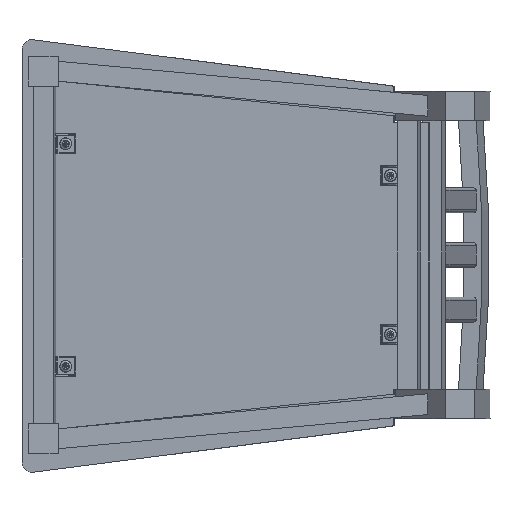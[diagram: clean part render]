
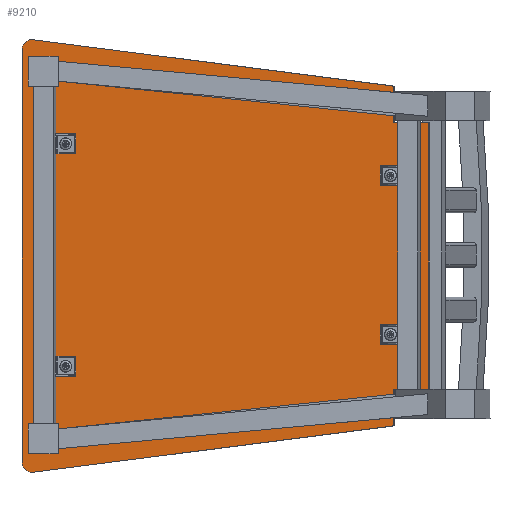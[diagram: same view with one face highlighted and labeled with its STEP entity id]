
A CAD part, front view. The second image highlights one B-rep face of the part: STEP entity #9210.
In plain terms, the highlighted face is planar.
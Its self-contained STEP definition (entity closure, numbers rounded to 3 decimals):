
#95 = EDGE_CURVE ( 'NONE', #5238, #9633, #10835, .T. ) ;
#166 = LINE ( 'NONE', #12515, #5386 ) ;
#275 = ORIENTED_EDGE ( 'NONE', *, *, #3411, .F. ) ;
#368 = EDGE_CURVE ( 'NONE', #4083, #3409, #5252, .T. ) ;
#541 = VERTEX_POINT ( 'NONE', #1826 ) ;
#951 = VERTEX_POINT ( 'NONE', #3542 ) ;
#976 = DIRECTION ( 'NONE',  ( 1., 0., 0. ) ) ;
#1509 = DIRECTION ( 'NONE',  ( 1., 0., 0. ) ) ;
#1515 = DIRECTION ( 'NONE',  ( 1., 0., 0. ) ) ;
#1598 = CIRCLE ( 'NONE', #8078, 10. ) ;
#1669 = VECTOR ( 'NONE', #976, 1000. ) ;
#1697 = LINE ( 'NONE', #9241, #4231 ) ;
#1826 = CARTESIAN_POINT ( 'NONE',  ( -134., 205., 10. ) ) ;
#1905 = VERTEX_POINT ( 'NONE', #5831 ) ;
#2009 = DIRECTION ( 'NONE',  ( 0., 1., 0. ) ) ;
#2025 = CARTESIAN_POINT ( 'NONE',  ( 0., 170., 10. ) ) ;
#2192 = ORIENTED_EDGE ( 'NONE', *, *, #9156, .F. ) ;
#2330 = ORIENTED_EDGE ( 'NONE', *, *, #7955, .F. ) ;
#2439 = ORIENTED_EDGE ( 'NONE', *, *, #3759, .F. ) ;
#2489 = CARTESIAN_POINT ( 'NONE',  ( 217.706, -195., 10. ) ) ;
#2519 = FACE_OUTER_BOUND ( 'NONE', #8117, .T. ) ;
#2539 = DIRECTION ( 'NONE',  ( 0.127, 0.992, 0. ) ) ;
#3041 = AXIS2_PLACEMENT_3D ( 'NONE', #10467, #6544, #12477 ) ;
#3409 = VERTEX_POINT ( 'NONE', #2489 ) ;
#3411 = EDGE_CURVE ( 'NONE', #541, #5238, #6557, .T. ) ;
#3542 = CARTESIAN_POINT ( 'NONE',  ( -217.625, -193.729, 10. ) ) ;
#3759 = EDGE_CURVE ( 'NONE', #8225, #6507, #9698, .T. ) ;
#3923 = LINE ( 'NONE', #8583, #12684 ) ;
#4083 = VERTEX_POINT ( 'NONE', #5820 ) ;
#4098 = DIRECTION ( 'NONE',  ( 0., 0., 1. ) ) ;
#4231 = VECTOR ( 'NONE', #11190, 1000. ) ;
#4349 = PLANE ( 'NONE',  #3041 ) ;
#4406 = VECTOR ( 'NONE', #4631, 1000. ) ;
#4509 = ORIENTED_EDGE ( 'NONE', *, *, #7099, .T. ) ;
#4631 = DIRECTION ( 'NONE',  ( 0., -1., 0. ) ) ;
#5238 = VERTEX_POINT ( 'NONE', #5871 ) ;
#5252 = CIRCLE ( 'NONE', #12700, 10. ) ;
#5347 = AXIS2_PLACEMENT_3D ( 'NONE', #5918, #6965, #10910 ) ;
#5386 = VECTOR ( 'NONE', #1509, 1000. ) ;
#5820 = CARTESIAN_POINT ( 'NONE',  ( 217.625, -193.729, 10. ) ) ;
#5831 = CARTESIAN_POINT ( 'NONE',  ( -207.706, -205., 10. ) ) ;
#5871 = CARTESIAN_POINT ( 'NONE',  ( 134., 205., 10. ) ) ;
#5918 = CARTESIAN_POINT ( 'NONE',  ( 207.706, -195., 10. ) ) ;
#6146 = VECTOR ( 'NONE', #8377, 1000. ) ;
#6332 = DIRECTION ( 'NONE',  ( -1., 0., 0. ) ) ;
#6507 = VERTEX_POINT ( 'NONE', #7230 ) ;
#6544 = DIRECTION ( 'NONE',  ( 0., 0., -1. ) ) ;
#6557 = LINE ( 'NONE', #8489, #8126 ) ;
#6666 = CARTESIAN_POINT ( 'NONE',  ( 134., 0., 10. ) ) ;
#6965 = DIRECTION ( 'NONE',  ( 0., 0., -1. ) ) ;
#7099 = EDGE_CURVE ( 'NONE', #951, #1905, #1598, .T. ) ;
#7230 = CARTESIAN_POINT ( 'NONE',  ( -134., 170., 10. ) ) ;
#7286 = CARTESIAN_POINT ( 'NONE',  ( 0., -205., 10. ) ) ;
#7330 = DIRECTION ( 'NONE',  ( 1., 0., 0. ) ) ;
#7359 = CARTESIAN_POINT ( 'NONE',  ( 217.625, -193.729, 10. ) ) ;
#7703 = VERTEX_POINT ( 'NONE', #11223 ) ;
#7889 = LINE ( 'NONE', #7286, #10205 ) ;
#7955 = EDGE_CURVE ( 'NONE', #9633, #8085, #166, .T. ) ;
#7982 = CARTESIAN_POINT ( 'NONE',  ( -171., 170., 10. ) ) ;
#8078 = AXIS2_PLACEMENT_3D ( 'NONE', #9243, #4098, #2009 ) ;
#8085 = VERTEX_POINT ( 'NONE', #9779 ) ;
#8117 = EDGE_LOOP ( 'NONE', ( #8876, #2330, #10155, #275, #10528, #2439, #8980, #4509, #2192, #12260, #11350 ) ) ;
#8126 = VECTOR ( 'NONE', #7330, 1000. ) ;
#8194 = CARTESIAN_POINT ( 'NONE',  ( 134., 170., 10. ) ) ;
#8225 = VERTEX_POINT ( 'NONE', #7982 ) ;
#8377 = DIRECTION ( 'NONE',  ( 0.127, -0.992, 0. ) ) ;
#8489 = CARTESIAN_POINT ( 'NONE',  ( 0., 205., 10. ) ) ;
#8583 = CARTESIAN_POINT ( 'NONE',  ( -217.625, -193.729, 10. ) ) ;
#8876 = ORIENTED_EDGE ( 'NONE', *, *, #9816, .F. ) ;
#8980 = ORIENTED_EDGE ( 'NONE', *, *, #10661, .F. ) ;
#9156 = EDGE_CURVE ( 'NONE', #7703, #1905, #7889, .T. ) ;
#9210 = ADVANCED_FACE ( 'NONE', ( #2519 ), #4349, .F. ) ;
#9241 = CARTESIAN_POINT ( 'NONE',  ( -134., 0., 10. ) ) ;
#9243 = CARTESIAN_POINT ( 'NONE',  ( -207.706, -195., 10. ) ) ;
#9633 = VERTEX_POINT ( 'NONE', #8194 ) ;
#9660 = CARTESIAN_POINT ( 'NONE',  ( 207.706, -195., 10. ) ) ;
#9698 = LINE ( 'NONE', #2025, #1669 ) ;
#9779 = CARTESIAN_POINT ( 'NONE',  ( 171., 170., 10. ) ) ;
#9816 = EDGE_CURVE ( 'NONE', #8085, #4083, #12869, .T. ) ;
#10155 = ORIENTED_EDGE ( 'NONE', *, *, #95, .F. ) ;
#10205 = VECTOR ( 'NONE', #6332, 1000. ) ;
#10402 = EDGE_CURVE ( 'NONE', #6507, #541, #1697, .T. ) ;
#10467 = CARTESIAN_POINT ( 'NONE',  ( 220.319, -205., 10. ) ) ;
#10528 = ORIENTED_EDGE ( 'NONE', *, *, #10402, .F. ) ;
#10661 = EDGE_CURVE ( 'NONE', #951, #8225, #3923, .T. ) ;
#10835 = LINE ( 'NONE', #6666, #4406 ) ;
#10910 = DIRECTION ( 'NONE',  ( 1., 0., 0. ) ) ;
#11190 = DIRECTION ( 'NONE',  ( 0., 1., 0. ) ) ;
#11223 = CARTESIAN_POINT ( 'NONE',  ( 207.706, -205., 10. ) ) ;
#11350 = ORIENTED_EDGE ( 'NONE', *, *, #368, .F. ) ;
#11485 = EDGE_CURVE ( 'NONE', #3409, #7703, #11588, .T. ) ;
#11588 = CIRCLE ( 'NONE', #5347, 10. ) ;
#12260 = ORIENTED_EDGE ( 'NONE', *, *, #11485, .F. ) ;
#12477 = DIRECTION ( 'NONE',  ( -1., 0., 0. ) ) ;
#12515 = CARTESIAN_POINT ( 'NONE',  ( 0., 170., 10. ) ) ;
#12526 = DIRECTION ( 'NONE',  ( 0., 0., -1. ) ) ;
#12684 = VECTOR ( 'NONE', #2539, 1000. ) ;
#12700 = AXIS2_PLACEMENT_3D ( 'NONE', #9660, #12526, #1515 ) ;
#12869 = LINE ( 'NONE', #7359, #6146 ) ;
